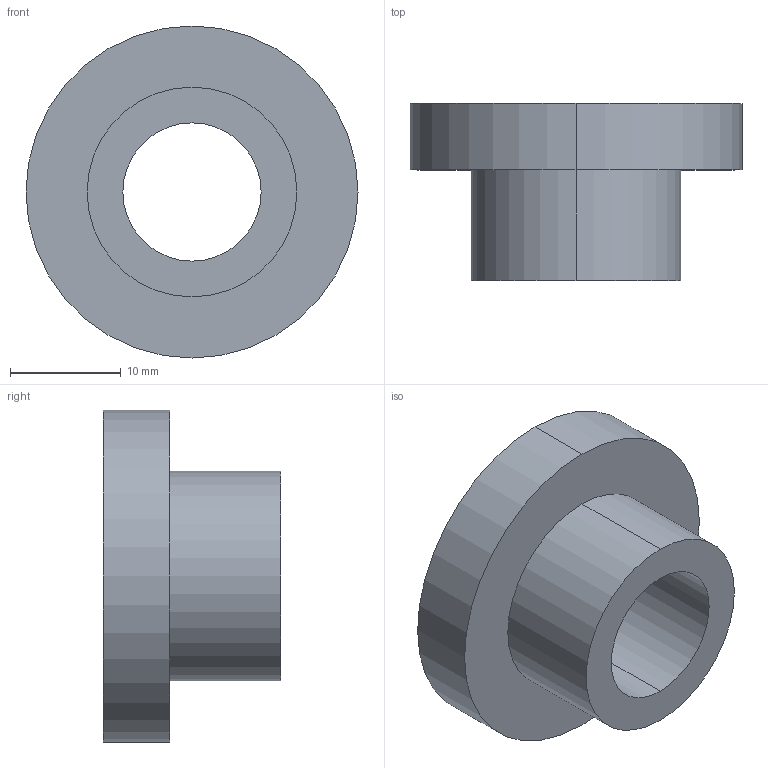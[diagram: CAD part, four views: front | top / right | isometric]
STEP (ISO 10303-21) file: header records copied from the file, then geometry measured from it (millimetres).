
FILE_DESCRIPTION((''),'2;1');
FILE_NAME('FC0002','2022-11-22T10:39:59',('cf72119'),(''),'CREO PARAMETRIC BY PTC INC, 2021072','CREO PARAMETRIC BY PTC INC, 2021072','');
FILE_SCHEMA(('AUTOMOTIVE_DESIGN { 1 0 10303 214 1 1 1 1 }'));
Length unit declared in the file: millimetre
Products named in the file (1): FC0002
Bounding box: 30 x 16 x 30 mm (x, y, z)
Volume: 4743 mm3; surface area: 2899.4 mm2
Topology: 1 solids, 1 shells, 11 faces, 22 edges, 14 vertices
Faces by surface type: cylinder 6, plane 3, cone 2
Entity records: 377 total; most frequent: DIRECTION 58, CARTESIAN_POINT 49, ORIENTED_EDGE 44, COLOUR_RGB 30, AXIS2_PLACEMENT_3D 25, EDGE_CURVE 22, VERTEX_POINT 14, EDGE_LOOP 14
